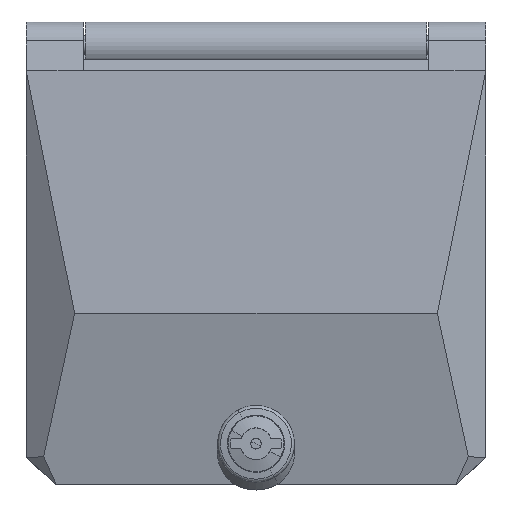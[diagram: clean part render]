
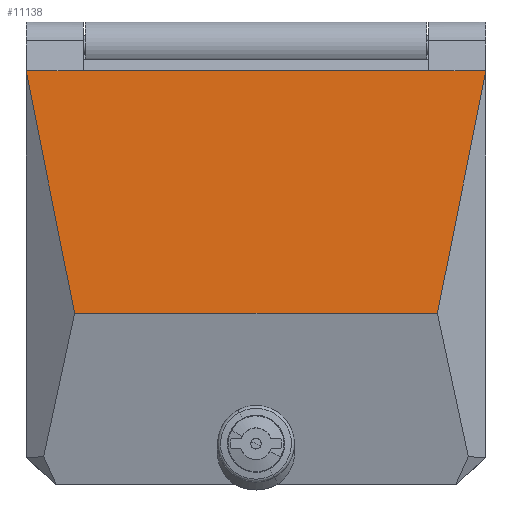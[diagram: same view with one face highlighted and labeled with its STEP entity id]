
A CAD part, top view. The second image highlights one B-rep face of the part: STEP entity #11138.
In plain terms, the highlighted planar face has unit normal (0, 0.052, 0.999).
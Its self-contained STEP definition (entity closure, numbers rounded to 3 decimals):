
#11102=AXIS2_PLACEMENT_3D('Plane Axis2P3D',#11099,#11100,#11101) ;
#10413=CARTESIAN_POINT('Vertex',(115.4,120.145,35.3)) ;
#10416=CARTESIAN_POINT('Line Origine',(122.65,120.145,35.3)) ;
#10420=CARTESIAN_POINT('Vertex',(129.9,120.145,35.3)) ;
#10423=CARTESIAN_POINT('Line Origine',(130.85,120.146,35.3)) ;
#10427=CARTESIAN_POINT('Vertex',(131.8,120.145,35.3)) ;
#10520=CARTESIAN_POINT('Vertex',(0.,120.145,35.3)) ;
#10523=CARTESIAN_POINT('Line Origine',(0.95,120.146,35.3)) ;
#10527=CARTESIAN_POINT('Vertex',(1.9,120.145,35.3)) ;
#10530=CARTESIAN_POINT('Line Origine',(9.15,120.145,35.3)) ;
#10534=CARTESIAN_POINT('Vertex',(16.4,120.145,35.3)) ;
#11099=CARTESIAN_POINT('Axis2P3D Location',(65.9,124.297,35.082)) ;
#11104=CARTESIAN_POINT('Line Origine',(6.956,85.395,37.121)) ;
#11108=CARTESIAN_POINT('Vertex',(13.912,50.645,38.942)) ;
#11111=CARTESIAN_POINT('Line Origine',(65.9,50.645,38.942)) ;
#11115=CARTESIAN_POINT('Vertex',(117.888,50.645,38.942)) ;
#11118=CARTESIAN_POINT('Line Origine',(124.844,85.395,37.121)) ;
#11123=CARTESIAN_POINT('Line Origine',(65.9,120.145,35.3)) ;
#10417=DIRECTION('Vector Direction',(1.,0.,0.)) ;
#10424=DIRECTION('Vector Direction',(1.,0.,0.)) ;
#10524=DIRECTION('Vector Direction',(1.,0.,0.)) ;
#10531=DIRECTION('Vector Direction',(-1.,0.,0.)) ;
#11100=DIRECTION('Axis2P3D Direction',(0.,-0.052,-0.999)) ;
#11101=DIRECTION('Axis2P3D XDirection',(0.,-0.999,0.052)) ;
#11105=DIRECTION('Vector Direction',(0.196,-0.979,0.051)) ;
#11112=DIRECTION('Vector Direction',(-1.,0.,0.)) ;
#11119=DIRECTION('Vector Direction',(-0.196,-0.979,0.051)) ;
#11124=DIRECTION('Vector Direction',(1.,0.,0.)) ;
#10418=VECTOR('Line Direction',#10417,1.) ;
#10425=VECTOR('Line Direction',#10424,1.) ;
#10525=VECTOR('Line Direction',#10524,1.) ;
#10532=VECTOR('Line Direction',#10531,1.) ;
#11106=VECTOR('Line Direction',#11105,1.) ;
#11113=VECTOR('Line Direction',#11112,1.) ;
#11120=VECTOR('Line Direction',#11119,1.) ;
#11125=VECTOR('Line Direction',#11124,1.) ;
#11129=ORIENTED_EDGE('',*,*,#11110,.T.) ;
#11130=ORIENTED_EDGE('',*,*,#11117,.F.) ;
#11131=ORIENTED_EDGE('',*,*,#11122,.F.) ;
#11132=ORIENTED_EDGE('',*,*,#10429,.F.) ;
#11133=ORIENTED_EDGE('',*,*,#10422,.F.) ;
#11134=ORIENTED_EDGE('',*,*,#11127,.F.) ;
#11135=ORIENTED_EDGE('',*,*,#10536,.T.) ;
#11136=ORIENTED_EDGE('',*,*,#10529,.T.) ;
#11138=ADVANCED_FACE('Hauptk\X2\00F6\X0\rper',(#11137),#11103,.F.) ;
#10422=EDGE_CURVE('',#10414,#10421,#10419,.T.) ;
#10429=EDGE_CURVE('',#10421,#10428,#10426,.T.) ;
#10529=EDGE_CURVE('',#10528,#10521,#10526,.F.) ;
#10536=EDGE_CURVE('',#10535,#10528,#10533,.T.) ;
#11110=EDGE_CURVE('',#10521,#11109,#11107,.T.) ;
#11117=EDGE_CURVE('',#11116,#11109,#11114,.T.) ;
#11122=EDGE_CURVE('',#10428,#11116,#11121,.T.) ;
#11127=EDGE_CURVE('',#10535,#10414,#11126,.T.) ;
#11128=EDGE_LOOP('',(#11129,#11130,#11131,#11132,#11133,#11134,#11135,#11136)) ;
#11137=FACE_OUTER_BOUND('',#11128,.T.) ;
#10419=LINE('Line',#10416,#10418) ;
#10426=LINE('Line',#10423,#10425) ;
#10526=LINE('Line',#10523,#10525) ;
#10533=LINE('Line',#10530,#10532) ;
#11107=LINE('Line',#11104,#11106) ;
#11114=LINE('Line',#11111,#11113) ;
#11121=LINE('Line',#11118,#11120) ;
#11126=LINE('Line',#11123,#11125) ;
#11103=PLANE('',#11102) ;
#10414=VERTEX_POINT('',#10413) ;
#10421=VERTEX_POINT('',#10420) ;
#10428=VERTEX_POINT('',#10427) ;
#10521=VERTEX_POINT('',#10520) ;
#10528=VERTEX_POINT('',#10527) ;
#10535=VERTEX_POINT('',#10534) ;
#11109=VERTEX_POINT('',#11108) ;
#11116=VERTEX_POINT('',#11115) ;
